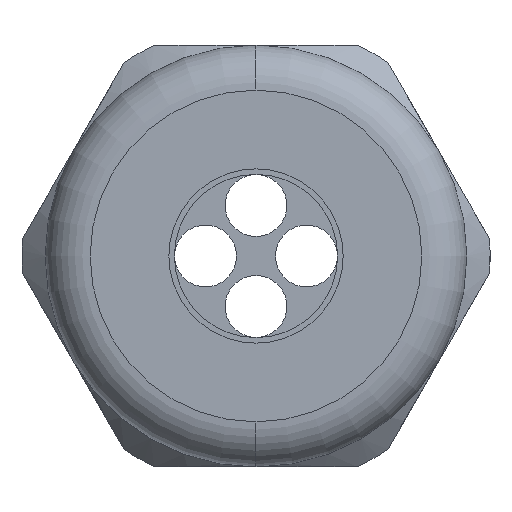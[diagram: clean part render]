
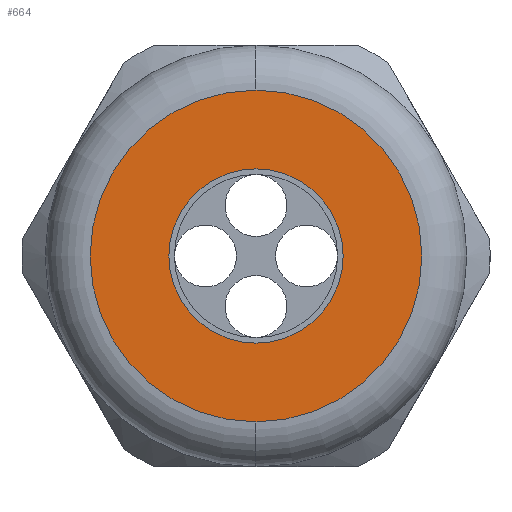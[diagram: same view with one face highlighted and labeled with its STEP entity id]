
A CAD part, left-side view. The second image highlights one B-rep face of the part: STEP entity #664.
In plain terms, the highlighted planar face has unit normal (-1, 0, 0).
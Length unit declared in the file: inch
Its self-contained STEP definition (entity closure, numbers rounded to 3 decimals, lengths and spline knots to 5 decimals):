
#111 = ORIENTED_EDGE ( 'NONE', *, *, #865, .T. ) ;
#112 = EDGE_CURVE ( 'NONE', #815, #818, #4936, .T. ) ;
#113 = ORIENTED_EDGE ( 'NONE', *, *, #112, .T. ) ;
#115 = ORIENTED_EDGE ( 'NONE', *, *, #668, .T. ) ;
#116 = EDGE_LOOP ( 'NONE', ( #115, #111 ) ) ;
#117 = ORIENTED_EDGE ( 'NONE', *, *, #817, .T. ) ;
#663 = EDGE_LOOP ( 'NONE', ( #117, #113 ) ) ;
#664 = ADVANCED_FACE ( 'NONE', ( #1179, #1178 ), #1177, .T. ) ;
#668 = EDGE_CURVE ( 'NONE', #867, #866, #1172, .T. ) ;
#815 = VERTEX_POINT ( 'NONE', #1447 ) ;
#817 = EDGE_CURVE ( 'NONE', #818, #815, #1446, .T. ) ;
#818 = VERTEX_POINT ( 'NONE', #1441 ) ;
#865 = EDGE_CURVE ( 'NONE', #866, #867, #1546, .T. ) ;
#866 = VERTEX_POINT ( 'NONE', #1542 ) ;
#867 = VERTEX_POINT ( 'NONE', #1541 ) ;
#1168 = DIRECTION ( 'NONE',  ( 0., 0., -1. ) ) ;
#1169 = DIRECTION ( 'NONE',  ( 1., 0., 0. ) ) ;
#1170 = CARTESIAN_POINT ( 'NONE',  ( -1.29, 0., 0. ) ) ;
#1171 = AXIS2_PLACEMENT_3D ( 'NONE', #1170, #1169, #1168 ) ;
#1172 = CIRCLE ( 'NONE', #1171, 0.155 ) ;
#1173 = DIRECTION ( 'NONE',  ( 0., 0., 1. ) ) ;
#1174 = DIRECTION ( 'NONE',  ( -1., 0., 0. ) ) ;
#1175 = CARTESIAN_POINT ( 'NONE',  ( -1.29, 0.375, 0. ) ) ;
#1176 = AXIS2_PLACEMENT_3D ( 'NONE', #1175, #1174, #1173 ) ;
#1177 = PLANE ( 'NONE',  #1176 ) ;
#1178 = FACE_BOUND ( 'NONE', #116, .T. ) ;
#1179 = FACE_OUTER_BOUND ( 'NONE', #663, .T. ) ;
#1441 = CARTESIAN_POINT ( 'NONE',  ( -1.29, 0., 0.295 ) ) ;
#1442 = DIRECTION ( 'NONE',  ( 0., 0., 1. ) ) ;
#1443 = DIRECTION ( 'NONE',  ( -1., 0., 0. ) ) ;
#1444 = CARTESIAN_POINT ( 'NONE',  ( -1.29, 0., 0. ) ) ;
#1445 = AXIS2_PLACEMENT_3D ( 'NONE', #1444, #1443, #1442 ) ;
#1446 = CIRCLE ( 'NONE', #1445, 0.295 ) ;
#1447 = CARTESIAN_POINT ( 'NONE',  ( -1.29, 0., -0.295 ) ) ;
#1541 = CARTESIAN_POINT ( 'NONE',  ( -1.29, 0., -0.155 ) ) ;
#1542 = CARTESIAN_POINT ( 'NONE',  ( -1.29, 0., 0.155 ) ) ;
#1543 = DIRECTION ( 'NONE',  ( 0., 0., -1. ) ) ;
#1544 = DIRECTION ( 'NONE',  ( 1., 0., 0. ) ) ;
#1545 = AXIS2_PLACEMENT_3D ( 'NONE', #1552, #1544, #1543 ) ;
#1546 = CIRCLE ( 'NONE', #1545, 0.155 ) ;
#1552 = CARTESIAN_POINT ( 'NONE',  ( -1.29, 0., 0. ) ) ;
#4932 = DIRECTION ( 'NONE',  ( 0., 0., 1. ) ) ;
#4933 = DIRECTION ( 'NONE',  ( -1., 0., 0. ) ) ;
#4934 = CARTESIAN_POINT ( 'NONE',  ( -1.29, 0., 0. ) ) ;
#4935 = AXIS2_PLACEMENT_3D ( 'NONE', #4934, #4933, #4932 ) ;
#4936 = CIRCLE ( 'NONE', #4935, 0.295 ) ;
